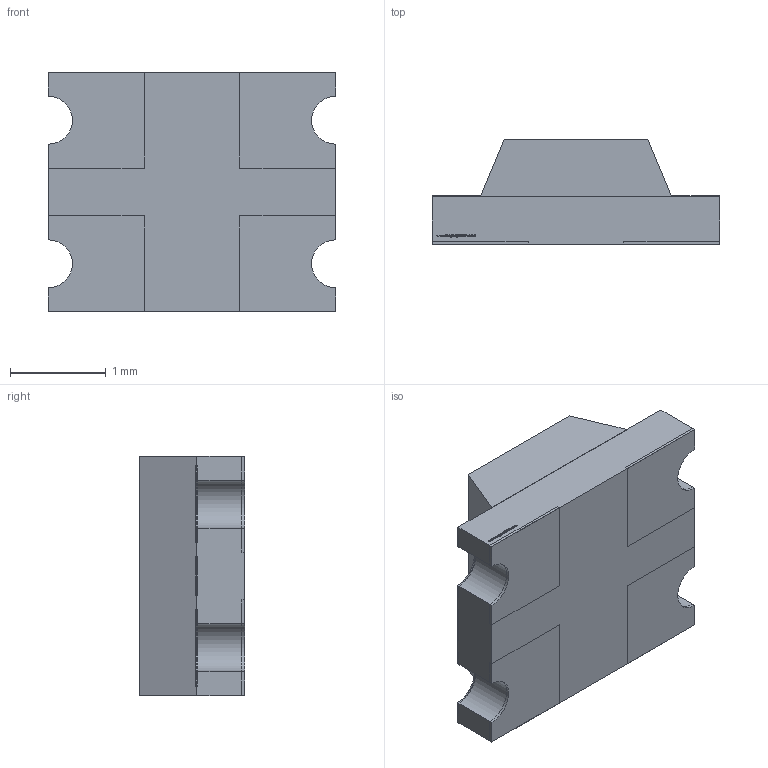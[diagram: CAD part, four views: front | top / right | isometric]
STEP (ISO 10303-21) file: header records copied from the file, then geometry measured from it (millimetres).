
FILE_DESCRIPTION (( 'STEP AP214' ), '1' );
FILE_NAME ('APB3025.STEP', '2010-02-18T18:11:06', ( '' ), ( '' ), 'SwSTEP 2.0', 'SolidWorks 2008', '' );
FILE_SCHEMA (( 'AUTOMOTIVE_DESIGN' ));
Length unit declared in the file: millimetre
Products named in the file (1): APB3025
Bounding box: 3 x 1.1 x 2.5 mm (x, y, z)
Volume: 6.3 mm3; surface area: 44.1 mm2
Topology: 11 solids, 11 shells, 381 faces, 993 edges, 662 vertices
Faces by surface type: plane 245, bspline 116, cylinder 20
Entity records: 21347 total; most frequent: CARTESIAN_POINT 8425, ORIENTED_EDGE 1986, DIRECTION 1333, EDGE_CURVE 993, VECTOR 721, LINE 721, VERTEX_POINT 662, EDGE_LOOP 409
